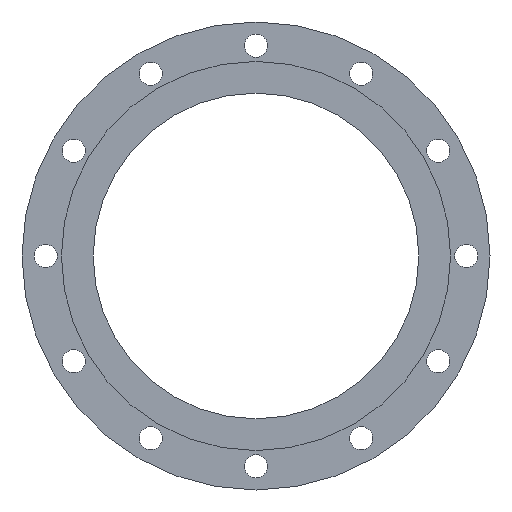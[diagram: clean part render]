
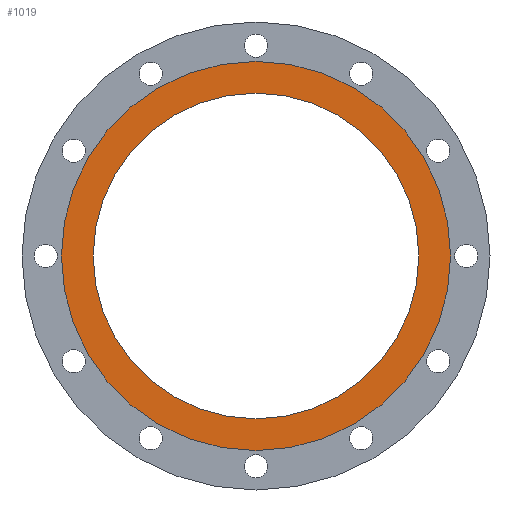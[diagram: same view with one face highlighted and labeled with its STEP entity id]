
A CAD part, front view. The second image highlights one B-rep face of the part: STEP entity #1019.
In plain terms, the highlighted planar face has unit normal (0, -1, 0).
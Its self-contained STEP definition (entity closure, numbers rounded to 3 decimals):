
#47 = FACE_BOUND ( 'NONE', #313, .T. ) ;
#56 = AXIS2_PLACEMENT_3D ( 'NONE', #1021, #845, #1129 ) ;
#95 = EDGE_CURVE ( 'NONE', #842, #939, #109, .T. ) ;
#107 = CIRCLE ( 'NONE', #1393, 154.85 ) ;
#109 = CIRCLE ( 'NONE', #654, 185. ) ;
#166 = DIRECTION ( 'NONE',  ( 0., -1., 0. ) ) ;
#247 = DIRECTION ( 'NONE',  ( 0., 0., 1. ) ) ;
#290 = VERTEX_POINT ( 'NONE', #710 ) ;
#311 = DIRECTION ( 'NONE',  ( 0., 0., 1. ) ) ;
#313 = EDGE_LOOP ( 'NONE', ( #987, #1066 ) ) ;
#319 = ORIENTED_EDGE ( 'NONE', *, *, #95, .F. ) ;
#350 = FACE_OUTER_BOUND ( 'NONE', #955, .T. ) ;
#361 = DIRECTION ( 'NONE',  ( 0., 1., 0. ) ) ;
#377 = PLANE ( 'NONE',  #850 ) ;
#481 = DIRECTION ( 'NONE',  ( 0., 0., -1. ) ) ;
#551 = AXIS2_PLACEMENT_3D ( 'NONE', #881, #361, #247 ) ;
#639 = CARTESIAN_POINT ( 'NONE',  ( 0., 0., 0. ) ) ;
#649 = DIRECTION ( 'NONE',  ( 0., 1., 0. ) ) ;
#654 = AXIS2_PLACEMENT_3D ( 'NONE', #639, #649, #311 ) ;
#700 = EDGE_CURVE ( 'NONE', #939, #842, #1284, .T. ) ;
#710 = CARTESIAN_POINT ( 'NONE',  ( 0., 0., 154.85 ) ) ;
#750 = ORIENTED_EDGE ( 'NONE', *, *, #700, .F. ) ;
#760 = EDGE_CURVE ( 'NONE', #1362, #290, #107, .T. ) ;
#781 = CARTESIAN_POINT ( 'NONE',  ( 0., 0., -185. ) ) ;
#830 = DIRECTION ( 'NONE',  ( 0., 0., 1. ) ) ;
#842 = VERTEX_POINT ( 'NONE', #781 ) ;
#845 = DIRECTION ( 'NONE',  ( 0., 1., 0. ) ) ;
#850 = AXIS2_PLACEMENT_3D ( 'NONE', #909, #166, #481 ) ;
#881 = CARTESIAN_POINT ( 'NONE',  ( 0., 0., 0. ) ) ;
#909 = CARTESIAN_POINT ( 'NONE',  ( 0., 0., 154.85 ) ) ;
#920 = CIRCLE ( 'NONE', #551, 154.85 ) ;
#935 = CARTESIAN_POINT ( 'NONE',  ( 0., 0., 0. ) ) ;
#939 = VERTEX_POINT ( 'NONE', #1342 ) ;
#955 = EDGE_LOOP ( 'NONE', ( #750, #319 ) ) ;
#987 = ORIENTED_EDGE ( 'NONE', *, *, #1201, .T. ) ;
#1019 = ADVANCED_FACE ( 'NONE', ( #47, #350 ), #377, .T. ) ;
#1021 = CARTESIAN_POINT ( 'NONE',  ( 0., 0., 0. ) ) ;
#1066 = ORIENTED_EDGE ( 'NONE', *, *, #760, .T. ) ;
#1099 = CARTESIAN_POINT ( 'NONE',  ( 0., 0., -154.85 ) ) ;
#1129 = DIRECTION ( 'NONE',  ( 0., 0., 1. ) ) ;
#1201 = EDGE_CURVE ( 'NONE', #290, #1362, #920, .T. ) ;
#1284 = CIRCLE ( 'NONE', #56, 185. ) ;
#1342 = CARTESIAN_POINT ( 'NONE',  ( 0., 0., 185. ) ) ;
#1358 = DIRECTION ( 'NONE',  ( 0., 1., 0. ) ) ;
#1362 = VERTEX_POINT ( 'NONE', #1099 ) ;
#1393 = AXIS2_PLACEMENT_3D ( 'NONE', #935, #1358, #830 ) ;
